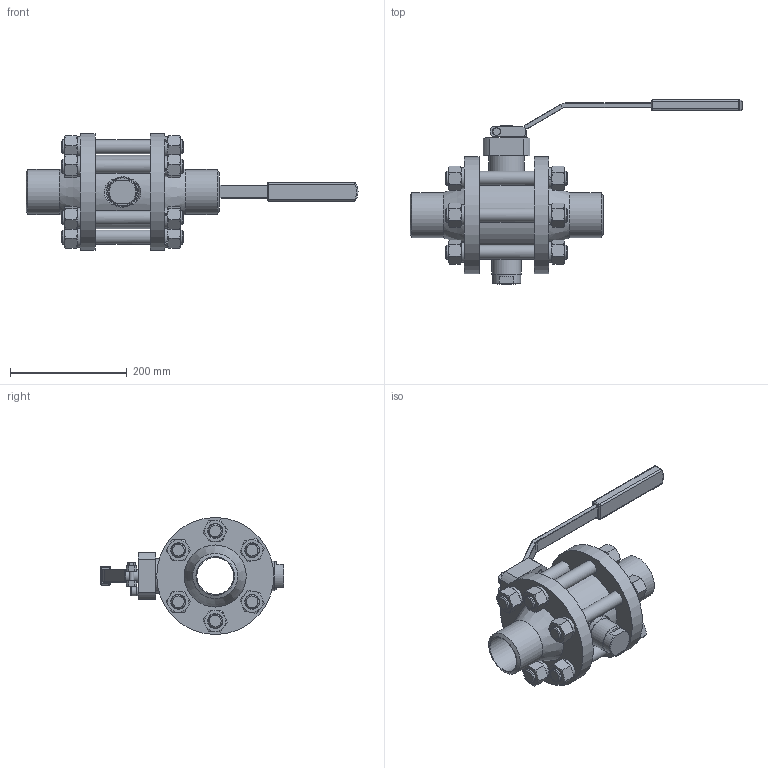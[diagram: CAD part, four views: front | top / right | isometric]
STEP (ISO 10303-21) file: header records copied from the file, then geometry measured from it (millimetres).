
FILE_DESCRIPTION(('STEP AP203'), '1');
FILE_NAME('埡39.320.065.000 - 扰鳧', '', ('UNSPECIFIED'), ('UNSPECIFIED'), 'ASCON STEP Converter 1.6', 'ASCON Math Kernel', '');
FILE_SCHEMA(('CONFIG_CONTROL_DESIGN'));
Length unit declared in the file: millimetre
Products named in the file (1): 埡39.320.065.000
Bounding box: 567.54 x 314.5 x 200 mm (x, y, z)
Volume: 3832598.5 mm3; surface area: 508562.1 mm2
Topology: 2 solids, 2 shells, 711 faces, 1669 edges, 1016 vertices
Faces by surface type: plane 320, cone 231, cylinder 137, torus 17, bspline 6
Full cylindrical faces by diameter (mm): 6.647 x1, 8 x1, 8.376 x4, 9 x1, 10 x4, 12 x4, 13 x1, 15 x1, 16 x4, 18 x3, 22 x1, 24 x19, 25 x1, 26 x13, 30 x1, 31 x1, 35 x1, 37 x1, 37.16 x2, 40 x1, 48 x1, 50 x1, 52 x2, 60 x1, 63 x2, 64 x3, 66.5 x1, 67 x1, 75 x2, 77 x2
Entity records: 35027 total; most frequent: CARTESIAN_POINT 14076, DIRECTION 3108, ORIENTED_EDGE 3000, EDGE_CURVE 1500, AXIS2_PLACEMENT_3D 1339, VERTEX_POINT 1012, EDGE_LOOP 980, FACE_BOUND 769
